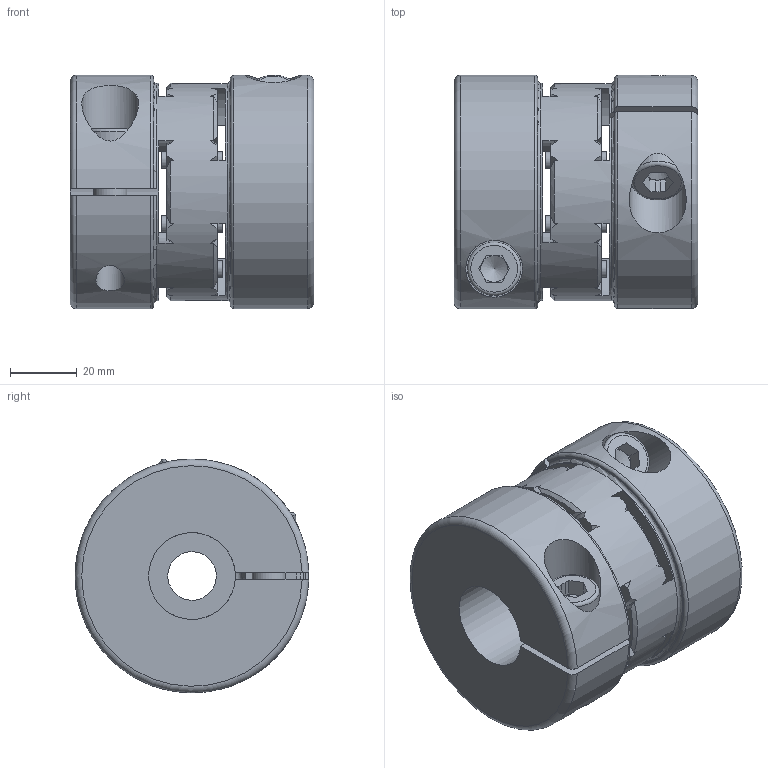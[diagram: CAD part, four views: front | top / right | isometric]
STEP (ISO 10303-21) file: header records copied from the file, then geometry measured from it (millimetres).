
FILE_DESCRIPTION( ( 'Unknown' ), '1' );
FILE_NAME( 'EKM 200.stp', 'Unknown', ( 'Unknown' ), ( 'Unknown' ), 'PSStep 10.1', 'Unknown', ' ' );
FILE_SCHEMA( ( 'AUTOMOTIVE_DESIGN { 1 0 10303 214 1 1 1 1 }' ) );
Length unit declared in the file: millimetre
Products named in the file (1): 27513378-oa1
Bounding box: 73 x 69.99 x 70 mm (x, y, z)
Volume: 208753.6 mm3; surface area: 50216.2 mm2
Topology: 1 solids, 1 shells, 219 faces, 620 edges, 398 vertices
Faces by surface type: cylinder 77, cone 68, plane 64, torus 10
Full cylindrical faces by diameter (mm): 5 x8, 8.5 x2, 10 x2, 10.4 x2, 14.5 x1, 16 x2, 17 x2, 30 x2, 65 x1
Entity records: 9210 total; most frequent: CARTESIAN_POINT 1995, ORIENTED_EDGE 1144, DIRECTION 1136, EDGE_CURVE 572, AXIS2_PLACEMENT_3D 489, VERTEX_POINT 384, EDGE_LOOP 278, CIRCLE 270
